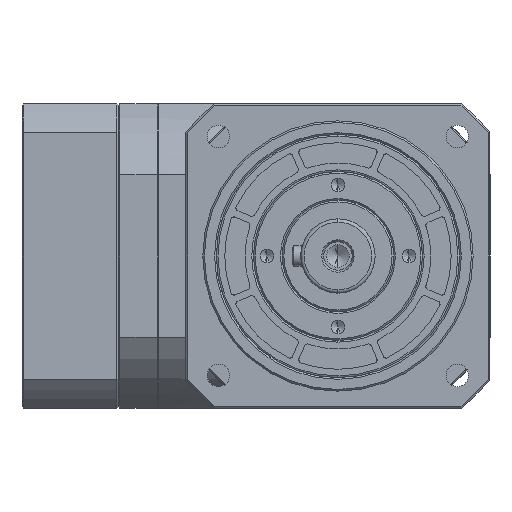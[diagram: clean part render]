
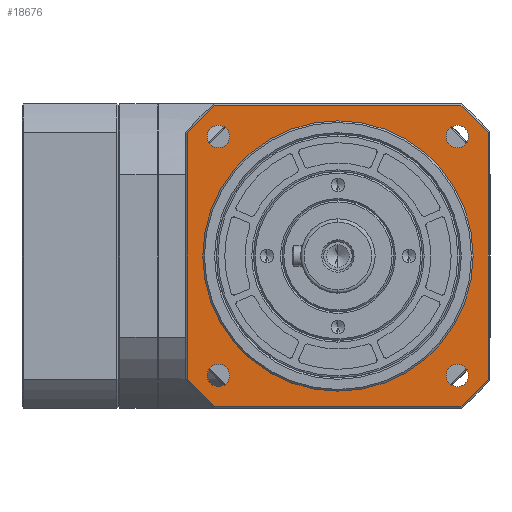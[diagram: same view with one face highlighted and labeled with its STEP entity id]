
A CAD part, left-side view. The second image highlights one B-rep face of the part: STEP entity #18676.
In plain terms, the highlighted planar face has unit normal (-1, 0, 0).
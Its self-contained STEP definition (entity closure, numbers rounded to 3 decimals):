
#16328=CARTESIAN_POINT('',(10.,0.,0.));
#16329=DIRECTION('',(-1.,0.,0.));
#16330=DIRECTION('',(0.,0.774,-0.633));
#16331=AXIS2_PLACEMENT_3D('',#16328,#16329,#16330);
#16333=CARTESIAN_POINT('',(10.,0.,0.));
#16334=DIRECTION('',(-1.,0.,0.));
#16335=DIRECTION('',(0.,0.633,0.774));
#16336=AXIS2_PLACEMENT_3D('',#16333,#16334,#16335);
#16338=CARTESIAN_POINT('',(10.,0.,0.));
#16339=DIRECTION('',(-1.,0.,0.));
#16340=DIRECTION('',(0.,-0.774,0.633));
#16341=AXIS2_PLACEMENT_3D('',#16338,#16339,#16340);
#16343=CARTESIAN_POINT('',(10.,0.,0.));
#16344=DIRECTION('',(-1.,0.,0.));
#16345=DIRECTION('',(0.,-0.633,-0.774));
#16346=AXIS2_PLACEMENT_3D('',#16343,#16344,#16345);
#16348=CARTESIAN_POINT('',(10.,35.355,35.355));
#16349=DIRECTION('',(1.,0.,0.));
#16350=DIRECTION('',(0.,0.,-1.));
#16351=AXIS2_PLACEMENT_3D('',#16348,#16349,#16350);
#16353=CARTESIAN_POINT('',(10.,35.355,35.355));
#16354=DIRECTION('',(1.,0.,0.));
#16355=DIRECTION('',(0.,0.,1.));
#16356=AXIS2_PLACEMENT_3D('',#16353,#16354,#16355);
#16358=CARTESIAN_POINT('',(10.,35.355,-35.355));
#16359=DIRECTION('',(1.,0.,0.));
#16360=DIRECTION('',(0.,0.,-1.));
#16361=AXIS2_PLACEMENT_3D('',#16358,#16359,#16360);
#16363=CARTESIAN_POINT('',(10.,35.355,-35.355));
#16364=DIRECTION('',(1.,0.,0.));
#16365=DIRECTION('',(0.,0.,1.));
#16366=AXIS2_PLACEMENT_3D('',#16363,#16364,#16365);
#16368=CARTESIAN_POINT('',(10.,-35.355,-35.355));
#16369=DIRECTION('',(1.,0.,0.));
#16370=DIRECTION('',(0.,0.,-1.));
#16371=AXIS2_PLACEMENT_3D('',#16368,#16369,#16370);
#16373=CARTESIAN_POINT('',(10.,-35.355,-35.355));
#16374=DIRECTION('',(1.,0.,0.));
#16375=DIRECTION('',(0.,0.,1.));
#16376=AXIS2_PLACEMENT_3D('',#16373,#16374,#16375);
#16378=CARTESIAN_POINT('',(10.,-35.355,35.355));
#16379=DIRECTION('',(1.,0.,0.));
#16380=DIRECTION('',(0.,0.,-1.));
#16381=AXIS2_PLACEMENT_3D('',#16378,#16379,#16380);
#16383=CARTESIAN_POINT('',(10.,-35.355,35.355));
#16384=DIRECTION('',(1.,0.,0.));
#16385=DIRECTION('',(0.,0.,1.));
#16386=AXIS2_PLACEMENT_3D('',#16383,#16384,#16385);
#16388=CARTESIAN_POINT('',(10.,0.,0.));
#16389=DIRECTION('',(1.,0.,0.));
#16390=DIRECTION('',(0.,0.,-1.));
#16391=AXIS2_PLACEMENT_3D('',#16388,#16389,#16390);
#16393=CARTESIAN_POINT('',(10.,0.,0.));
#16394=DIRECTION('',(1.,0.,0.));
#16395=DIRECTION('',(0.,0.,1.));
#16396=AXIS2_PLACEMENT_3D('',#16393,#16394,#16395);
#16398=DIRECTION('',(0.,1.,0.));
#16399=VECTOR('',#16398,72.829);
#16400=CARTESIAN_POINT('',(10.,-36.414,-44.5));
#16401=LINE('',#16400,#16399);
#16406=CARTESIAN_POINT('',(10.,44.5,-36.414));
#16425=DIRECTION('',(0.,0.,1.));
#16426=VECTOR('',#16425,72.829);
#16427=CARTESIAN_POINT('',(10.,44.5,-36.414));
#16428=LINE('',#16427,#16426);
#16433=CARTESIAN_POINT('',(10.,36.414,44.5));
#16456=DIRECTION('',(0.,-1.,0.));
#16457=VECTOR('',#16456,72.829);
#16458=CARTESIAN_POINT('',(10.,36.414,44.5));
#16459=LINE('',#16458,#16457);
#17335=CARTESIAN_POINT('',(10.,-36.414,44.5));
#17342=CARTESIAN_POINT('',(10.,-44.5,36.414));
#17353=DIRECTION('',(0.,0.,-1.));
#17354=VECTOR('',#17353,72.829);
#17355=CARTESIAN_POINT('',(10.,-44.5,36.414));
#17356=LINE('',#17355,#17354);
#17357=CARTESIAN_POINT('',(10.,-36.414,-44.5));
#17381=CARTESIAN_POINT('',(10.,0.,-40.));
#17383=VERTEX_POINT('',#17381);
#17397=CARTESIAN_POINT('',(10.,-35.355,32.055));
#17399=VERTEX_POINT('',#17397);
#17414=CARTESIAN_POINT('',(10.,-35.355,38.655));
#17415=VERTEX_POINT('',#17414);
#17490=CARTESIAN_POINT('',(10.,0.,40.));
#17491=VERTEX_POINT('',#17490);
#17494=CARTESIAN_POINT('',(10.,35.355,-32.055));
#17495=CARTESIAN_POINT('',(10.,35.355,-38.655));
#17496=VERTEX_POINT('',#17494);
#17497=VERTEX_POINT('',#17495);
#17535=VERTEX_POINT('',#16406);
#17537=CARTESIAN_POINT('',(10.,35.355,38.655));
#17539=VERTEX_POINT('',#17537);
#17588=VERTEX_POINT('',#16433);
#17589=VERTEX_POINT('',#17335);
#17590=CARTESIAN_POINT('',(10.,-35.355,-38.655));
#17591=CARTESIAN_POINT('',(10.,-35.355,-32.055));
#17592=VERTEX_POINT('',#17590);
#17593=VERTEX_POINT('',#17591);
#17689=VERTEX_POINT('',#17357);
#17718=CARTESIAN_POINT('',(10.,36.414,-44.5));
#17719=VERTEX_POINT('',#17718);
#17720=CARTESIAN_POINT('',(10.,35.355,32.055));
#17721=VERTEX_POINT('',#17720);
#17736=VERTEX_POINT('',#17342);
#17737=CARTESIAN_POINT('',(10.,44.5,36.414));
#17738=VERTEX_POINT('',#17737);
#17783=CARTESIAN_POINT('',(10.,-44.5,-36.414));
#17784=VERTEX_POINT('',#17783);
#18624=CARTESIAN_POINT('',(10.,40.,0.));
#18625=DIRECTION('',(1.,0.,0.));
#18626=DIRECTION('',(0.,0.,-1.));
#18627=AXIS2_PLACEMENT_3D('',#18624,#18625,#18626);
#18628=PLANE('',#18627);
#18630=ORIENTED_EDGE('',*,*,#18629,.T.);
#18632=ORIENTED_EDGE('',*,*,#18631,.F.);
#18634=ORIENTED_EDGE('',*,*,#18633,.T.);
#18636=ORIENTED_EDGE('',*,*,#18635,.F.);
#18638=ORIENTED_EDGE('',*,*,#18637,.T.);
#18640=ORIENTED_EDGE('',*,*,#18639,.F.);
#18642=ORIENTED_EDGE('',*,*,#18641,.T.);
#18644=ORIENTED_EDGE('',*,*,#18643,.F.);
#18645=EDGE_LOOP('',(#18630,#18632,#18634,#18636,#18638,#18640,#18642,#18644));
#18646=FACE_OUTER_BOUND('',#18645,.F.);
#18648=ORIENTED_EDGE('',*,*,#18647,.F.);
#18650=ORIENTED_EDGE('',*,*,#18649,.F.);
#18651=EDGE_LOOP('',(#18648,#18650));
#18652=FACE_BOUND('',#18651,.F.);
#18654=ORIENTED_EDGE('',*,*,#18653,.F.);
#18656=ORIENTED_EDGE('',*,*,#18655,.F.);
#18657=EDGE_LOOP('',(#18654,#18656));
#18658=FACE_BOUND('',#18657,.F.);
#18660=ORIENTED_EDGE('',*,*,#18659,.F.);
#18662=ORIENTED_EDGE('',*,*,#18661,.F.);
#18663=EDGE_LOOP('',(#18660,#18662));
#18664=FACE_BOUND('',#18663,.F.);
#18666=ORIENTED_EDGE('',*,*,#18665,.F.);
#18668=ORIENTED_EDGE('',*,*,#18667,.F.);
#18669=EDGE_LOOP('',(#18666,#18668));
#18670=FACE_BOUND('',#18669,.F.);
#18671=ORIENTED_EDGE('',*,*,#18614,.F.);
#18673=ORIENTED_EDGE('',*,*,#18672,.F.);
#18674=EDGE_LOOP('',(#18671,#18673));
#18675=FACE_BOUND('',#18674,.F.);
#18676=ADVANCED_FACE('',(#18646,#18652,#18658,#18664,#18670,#18675),#18628,.F.);
#16332=CIRCLE('',#16331,57.5);
#16337=CIRCLE('',#16336,57.5);
#16342=CIRCLE('',#16341,57.5);
#16347=CIRCLE('',#16346,57.5);
#16352=CIRCLE('',#16351,3.3);
#16357=CIRCLE('',#16356,3.3);
#16362=CIRCLE('',#16361,3.3);
#16367=CIRCLE('',#16366,3.3);
#16372=CIRCLE('',#16371,3.3);
#16377=CIRCLE('',#16376,3.3);
#16382=CIRCLE('',#16381,3.3);
#16387=CIRCLE('',#16386,3.3);
#16392=CIRCLE('',#16391,40.);
#16397=CIRCLE('',#16396,40.);
#18614=EDGE_CURVE('',#17383,#17491,#16392,.T.);
#18629=EDGE_CURVE('',#17689,#17719,#16401,.T.);
#18631=EDGE_CURVE('',#17535,#17719,#16332,.T.);
#18633=EDGE_CURVE('',#17535,#17738,#16428,.T.);
#18635=EDGE_CURVE('',#17588,#17738,#16337,.T.);
#18637=EDGE_CURVE('',#17588,#17589,#16459,.T.);
#18639=EDGE_CURVE('',#17736,#17589,#16342,.T.);
#18641=EDGE_CURVE('',#17736,#17784,#17356,.T.);
#18643=EDGE_CURVE('',#17689,#17784,#16347,.T.);
#18647=EDGE_CURVE('',#17721,#17539,#16352,.T.);
#18649=EDGE_CURVE('',#17539,#17721,#16357,.T.);
#18653=EDGE_CURVE('',#17497,#17496,#16362,.T.);
#18655=EDGE_CURVE('',#17496,#17497,#16367,.T.);
#18659=EDGE_CURVE('',#17592,#17593,#16372,.T.);
#18661=EDGE_CURVE('',#17593,#17592,#16377,.T.);
#18665=EDGE_CURVE('',#17399,#17415,#16382,.T.);
#18667=EDGE_CURVE('',#17415,#17399,#16387,.T.);
#18672=EDGE_CURVE('',#17491,#17383,#16397,.T.);
